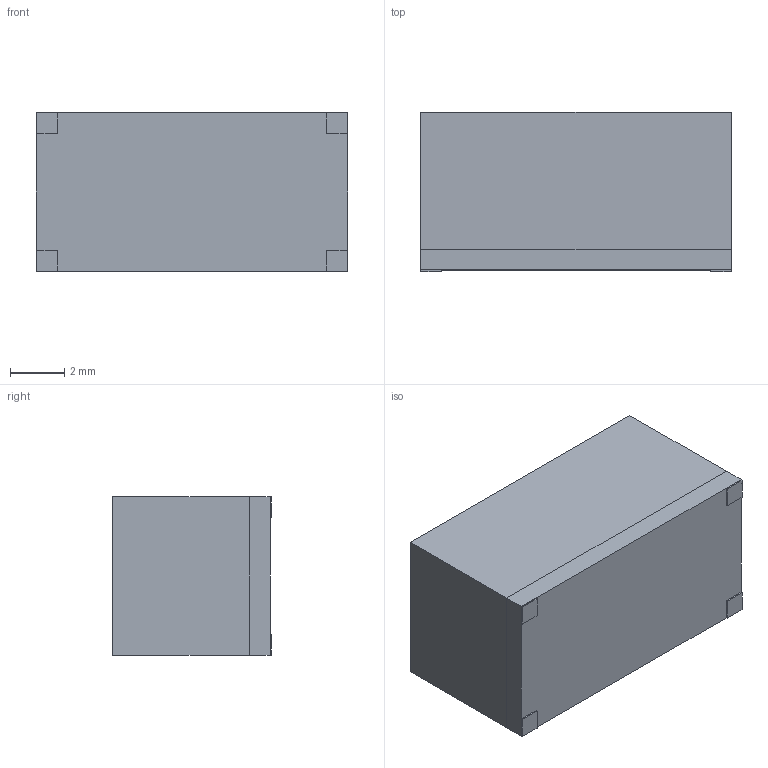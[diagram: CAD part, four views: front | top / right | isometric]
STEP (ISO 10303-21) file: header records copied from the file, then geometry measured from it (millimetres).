
FILE_DESCRIPTION (( 'STEP AP214' ), '1' );
FILE_NAME ('Coilcraft-BCR-272.STEP', '2014-09-23T21:43:50', ( 'Windows User' ), ( '' ), 'SwSTEP 2.0', 'SolidWorks 2014', '' );
FILE_SCHEMA (( 'AUTOMOTIVE_DESIGN' ));
Length unit declared in the file: millimetre
Products named in the file (1): Coilcraft-BCR-272
Bounding box: 11.43 x 5.84 x 5.84 mm (x, y, z)
Volume: 385 mm3; surface area: 333.4 mm2
Topology: 1 solids, 1 shells, 33 faces, 74 edges, 48 vertices
Faces by surface type: plane 31, cylinder 2
Entity records: 1353 total; most frequent: CARTESIAN_POINT 242, ORIENTED_EDGE 148, DIRECTION 130, EDGE_CURVE 74, LINE 58, VECTOR 58, VERTEX_POINT 48, EDGE_LOOP 38
